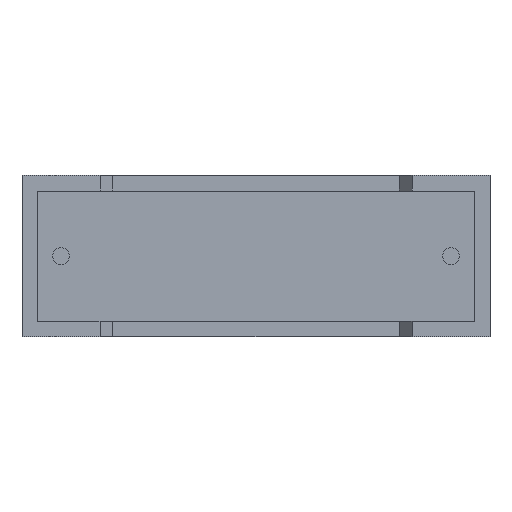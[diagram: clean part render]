
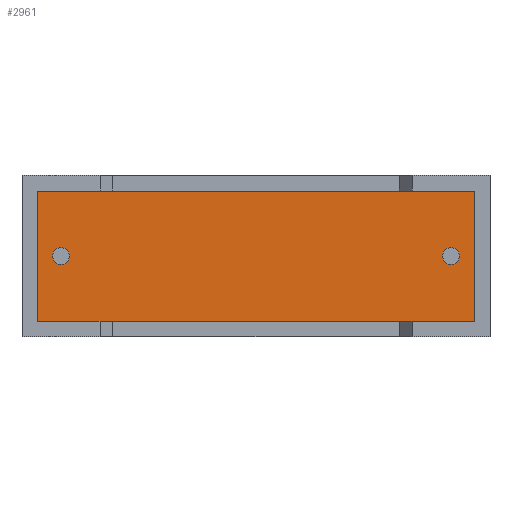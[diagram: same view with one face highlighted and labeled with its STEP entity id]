
A CAD part, front view. The second image highlights one B-rep face of the part: STEP entity #2961.
In plain terms, the highlighted planar face has unit normal (0, -1, 0).
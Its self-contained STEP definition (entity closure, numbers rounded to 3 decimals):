
#8 = CIRCLE ( 'NONE', #2617, 0.325 ) ;
#32 = VERTEX_POINT ( 'NONE', #1929 ) ;
#69 = CARTESIAN_POINT ( 'NONE',  ( 0.6, 0.75, 5.6 ) ) ;
#77 = LINE ( 'NONE', #1764, #241 ) ;
#241 = VECTOR ( 'NONE', #1526, 1000. ) ;
#413 = DIRECTION ( 'NONE',  ( 0., -1., 0. ) ) ;
#431 = CIRCLE ( 'NONE', #1574, 0.325 ) ;
#471 = DIRECTION ( 'NONE',  ( 0., -1., 0. ) ) ;
#523 = DIRECTION ( 'NONE',  ( 0., 0., -1. ) ) ;
#531 = EDGE_CURVE ( 'NONE', #2760, #2786, #77, .T. ) ;
#599 = VECTOR ( 'NONE', #1956, 1000. ) ;
#623 = CARTESIAN_POINT ( 'NONE',  ( 1.5, 0.75, 2.775 ) ) ;
#629 = VERTEX_POINT ( 'NONE', #2316 ) ;
#646 = ORIENTED_EDGE ( 'NONE', *, *, #2702, .T. ) ;
#648 = ORIENTED_EDGE ( 'NONE', *, *, #819, .F. ) ;
#707 = DIRECTION ( 'NONE',  ( 0., 0., -1. ) ) ;
#720 = EDGE_CURVE ( 'NONE', #2337, #32, #2706, .T. ) ;
#789 = DIRECTION ( 'NONE',  ( 0., -1., 0. ) ) ;
#819 = EDGE_CURVE ( 'NONE', #32, #2337, #431, .T. ) ;
#980 = CARTESIAN_POINT ( 'NONE',  ( 0.6, 0.75, 0.6 ) ) ;
#1136 = EDGE_CURVE ( 'NONE', #1251, #2880, #2531, .T. ) ;
#1145 = EDGE_CURVE ( 'NONE', #629, #1344, #1222, .T. ) ;
#1159 = CARTESIAN_POINT ( 'NONE',  ( 16.5, 0.75, 3.1 ) ) ;
#1222 = LINE ( 'NONE', #69, #1601 ) ;
#1251 = VERTEX_POINT ( 'NONE', #623 ) ;
#1255 = CARTESIAN_POINT ( 'NONE',  ( 1.5, 0.75, 3.1 ) ) ;
#1265 = ORIENTED_EDGE ( 'NONE', *, *, #531, .T. ) ;
#1269 = CARTESIAN_POINT ( 'NONE',  ( 17.4, 0.75, 5.6 ) ) ;
#1275 = CARTESIAN_POINT ( 'NONE',  ( 16.5, 0.75, 2.775 ) ) ;
#1344 = VERTEX_POINT ( 'NONE', #1905 ) ;
#1385 = EDGE_LOOP ( 'NONE', ( #1787, #2699, #1265, #646 ) ) ;
#1432 = EDGE_LOOP ( 'NONE', ( #1747, #1754 ) ) ;
#1458 = LINE ( 'NONE', #1269, #599 ) ;
#1463 = EDGE_LOOP ( 'NONE', ( #648, #3057 ) ) ;
#1466 = FACE_OUTER_BOUND ( 'NONE', #1385, .T. ) ;
#1507 = DIRECTION ( 'NONE',  ( 0., -1., 0. ) ) ;
#1526 = DIRECTION ( 'NONE',  ( 0., 0., 1. ) ) ;
#1527 = AXIS2_PLACEMENT_3D ( 'NONE', #2040, #413, #2960 ) ;
#1574 = AXIS2_PLACEMENT_3D ( 'NONE', #1159, #471, #707 ) ;
#1601 = VECTOR ( 'NONE', #1757, 1000. ) ;
#1690 = CARTESIAN_POINT ( 'NONE',  ( 0., 0.75, 0. ) ) ;
#1707 = DIRECTION ( 'NONE',  ( 0., 0., -1. ) ) ;
#1743 = DIRECTION ( 'NONE',  ( 0., 0., -1. ) ) ;
#1747 = ORIENTED_EDGE ( 'NONE', *, *, #2756, .F. ) ;
#1754 = ORIENTED_EDGE ( 'NONE', *, *, #1136, .F. ) ;
#1757 = DIRECTION ( 'NONE',  ( 0., 0., -1. ) ) ;
#1764 = CARTESIAN_POINT ( 'NONE',  ( 17.4, 0.75, 0.6 ) ) ;
#1787 = ORIENTED_EDGE ( 'NONE', *, *, #1145, .T. ) ;
#1905 = CARTESIAN_POINT ( 'NONE',  ( 0.6, 0.75, 0.6 ) ) ;
#1921 = FACE_BOUND ( 'NONE', #1463, .T. ) ;
#1928 = DIRECTION ( 'NONE',  ( 1., 0., 0. ) ) ;
#1929 = CARTESIAN_POINT ( 'NONE',  ( 16.5, 0.75, 3.425 ) ) ;
#1936 = FACE_BOUND ( 'NONE', #1432, .T. ) ;
#1956 = DIRECTION ( 'NONE',  ( -1., 0., 0. ) ) ;
#2040 = CARTESIAN_POINT ( 'NONE',  ( 16.5, 0.75, 3.1 ) ) ;
#2113 = CARTESIAN_POINT ( 'NONE',  ( 1.5, 0.75, 3.425 ) ) ;
#2159 = LINE ( 'NONE', #980, #2766 ) ;
#2179 = EDGE_CURVE ( 'NONE', #1344, #2760, #2159, .T. ) ;
#2316 = CARTESIAN_POINT ( 'NONE',  ( 0.6, 0.75, 5.6 ) ) ;
#2332 = AXIS2_PLACEMENT_3D ( 'NONE', #1690, #2687, #1707 ) ;
#2337 = VERTEX_POINT ( 'NONE', #1275 ) ;
#2411 = CARTESIAN_POINT ( 'NONE',  ( 17.4, 0.75, 5.6 ) ) ;
#2429 = CARTESIAN_POINT ( 'NONE',  ( 1.5, 0.75, 3.1 ) ) ;
#2531 = CIRCLE ( 'NONE', #2582, 0.325 ) ;
#2582 = AXIS2_PLACEMENT_3D ( 'NONE', #2429, #1507, #1743 ) ;
#2617 = AXIS2_PLACEMENT_3D ( 'NONE', #1255, #789, #523 ) ;
#2687 = DIRECTION ( 'NONE',  ( 0., -1., 0. ) ) ;
#2699 = ORIENTED_EDGE ( 'NONE', *, *, #2179, .T. ) ;
#2702 = EDGE_CURVE ( 'NONE', #2786, #629, #1458, .T. ) ;
#2706 = CIRCLE ( 'NONE', #1527, 0.325 ) ;
#2756 = EDGE_CURVE ( 'NONE', #2880, #1251, #8, .T. ) ;
#2760 = VERTEX_POINT ( 'NONE', #2881 ) ;
#2766 = VECTOR ( 'NONE', #1928, 1000. ) ;
#2786 = VERTEX_POINT ( 'NONE', #2411 ) ;
#2880 = VERTEX_POINT ( 'NONE', #2113 ) ;
#2881 = CARTESIAN_POINT ( 'NONE',  ( 17.4, 0.75, 0.6 ) ) ;
#2892 = PLANE ( 'NONE',  #2332 ) ;
#2960 = DIRECTION ( 'NONE',  ( 0., 0., -1. ) ) ;
#2961 = ADVANCED_FACE ( 'NONE', ( #1921, #1466, #1936 ), #2892, .T. ) ;
#3057 = ORIENTED_EDGE ( 'NONE', *, *, #720, .F. ) ;
